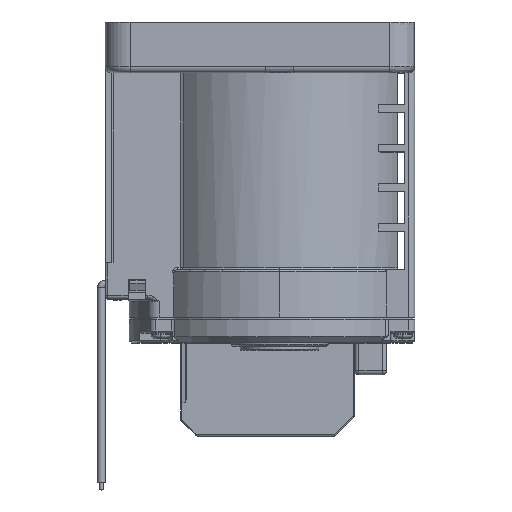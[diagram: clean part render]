
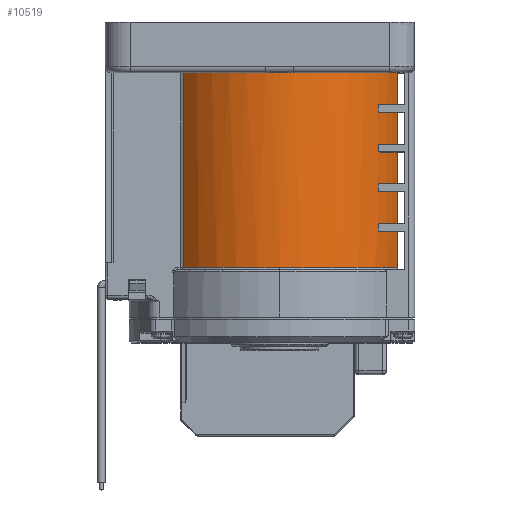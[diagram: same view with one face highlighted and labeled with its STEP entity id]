
A CAD part, top view. The second image highlights one B-rep face of the part: STEP entity #10519.
In plain terms, the highlighted cylindrical face has radius 32 mm (diameter 64 mm), a partial arc.
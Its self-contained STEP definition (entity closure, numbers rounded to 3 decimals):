
#1585=CARTESIAN_POINT('',(0.,54.35,0.));
#1586=DIRECTION('',(0.,1.,0.));
#1587=DIRECTION('',(-0.761,0.,0.648));
#1588=AXIS2_PLACEMENT_3D('',#1585,#1586,#1587);
#4539=DIRECTION('',(0.,-1.,0.));
#4540=VECTOR('',#4539,49.2);
#4541=CARTESIAN_POINT('',(-24.359,54.35,20.752));
#4542=LINE('',#4541,#4540);
#4543=CARTESIAN_POINT('',(0.,54.35,0.));
#4544=DIRECTION('',(0.,-1.,0.));
#4545=DIRECTION('',(0.,0.,1.));
#4546=AXIS2_PLACEMENT_3D('',#4543,#4544,#4545);
#4548=CARTESIAN_POINT('',(0.,54.35,0.));
#4549=DIRECTION('',(0.,-1.,0.));
#4550=DIRECTION('',(0.112,0.,0.994));
#4551=AXIS2_PLACEMENT_3D('',#4548,#4549,#4550);
#4553=DIRECTION('',(0.,-1.,0.));
#4554=VECTOR('',#4553,8.);
#4555=CARTESIAN_POINT('',(29.673,54.35,11.98));
#4556=LINE('',#4555,#4554);
#4557=DIRECTION('',(0.,1.,0.));
#4558=VECTOR('',#4557,2.);
#4559=CARTESIAN_POINT('',(24.94,44.35,20.05));
#4560=LINE('',#4559,#4558);
#4561=DIRECTION('',(0.,-1.,0.));
#4562=VECTOR('',#4561,8.);
#4563=CARTESIAN_POINT('',(29.673,44.35,11.98));
#4564=LINE('',#4563,#4562);
#4565=DIRECTION('',(0.,1.,0.));
#4566=VECTOR('',#4565,2.);
#4567=CARTESIAN_POINT('',(24.94,34.35,20.05));
#4568=LINE('',#4567,#4566);
#4569=DIRECTION('',(0.,-1.,0.));
#4570=VECTOR('',#4569,8.);
#4571=CARTESIAN_POINT('',(29.673,34.35,11.98));
#4572=LINE('',#4571,#4570);
#4573=DIRECTION('',(0.,1.,0.));
#4574=VECTOR('',#4573,2.);
#4575=CARTESIAN_POINT('',(24.94,24.35,20.05));
#4576=LINE('',#4575,#4574);
#4577=DIRECTION('',(0.,-1.,0.));
#4578=VECTOR('',#4577,8.);
#4579=CARTESIAN_POINT('',(29.673,24.35,11.98));
#4580=LINE('',#4579,#4578);
#4581=DIRECTION('',(0.,1.,0.));
#4582=VECTOR('',#4581,2.);
#4583=CARTESIAN_POINT('',(24.94,14.35,20.05));
#4584=LINE('',#4583,#4582);
#4585=DIRECTION('',(0.,-1.,0.));
#4586=VECTOR('',#4585,9.2);
#4587=CARTESIAN_POINT('',(29.673,14.35,11.98));
#4588=LINE('',#4587,#4586);
#4594=CARTESIAN_POINT('',(0.,5.15,
0.));
#4595=DIRECTION('',(0.,1.,0.));
#4596=DIRECTION('',(-0.761,0.,0.648));
#4597=AXIS2_PLACEMENT_3D('',#4594,#4595,#4596);
#4729=CARTESIAN_POINT('',(29.673,14.35,11.98));
#4731=CARTESIAN_POINT('',(0.,14.35,0.));
#4732=DIRECTION('',(0.,1.,0.));
#4733=DIRECTION('',(0.779,0.,0.627));
#4734=AXIS2_PLACEMENT_3D('',#4731,#4732,#4733);
#4821=CARTESIAN_POINT('',(0.,5.15,
0.));
#4822=DIRECTION('',(0.,1.,0.));
#4823=DIRECTION('',(0.,0.,1.));
#4824=AXIS2_PLACEMENT_3D('',#4821,#4822,#4823);
#4846=CARTESIAN_POINT('',(0.,54.35,0.));
#4847=DIRECTION('',(0.,1.,0.));
#4848=DIRECTION('',(0.112,0.,0.994));
#4849=AXIS2_PLACEMENT_3D('',#4846,#4847,#4848);
#4944=CARTESIAN_POINT('',(0.,46.35,0.));
#4945=DIRECTION('',(0.,1.,0.));
#4946=DIRECTION('',(0.779,0.,0.627));
#4947=AXIS2_PLACEMENT_3D('',#4944,#4945,#4946);
#4997=CARTESIAN_POINT('',(29.673,44.35,11.98));
#4999=CARTESIAN_POINT('',(0.,44.35,0.));
#5000=DIRECTION('',(0.,1.,0.));
#5001=DIRECTION('',(0.779,0.,0.627));
#5002=AXIS2_PLACEMENT_3D('',#4999,#5000,#5001);
#5016=CARTESIAN_POINT('',(0.,36.35,0.));
#5017=DIRECTION('',(0.,1.,0.));
#5018=DIRECTION('',(0.779,0.,0.627));
#5019=AXIS2_PLACEMENT_3D('',#5016,#5017,#5018);
#5021=CARTESIAN_POINT('',(29.673,36.35,11.98));
#5043=CARTESIAN_POINT('',(29.673,34.35,11.98));
#5045=CARTESIAN_POINT('',(0.,34.35,0.));
#5046=DIRECTION('',(0.,1.,0.));
#5047=DIRECTION('',(0.779,0.,0.627));
#5048=AXIS2_PLACEMENT_3D('',#5045,#5046,#5047);
#5062=CARTESIAN_POINT('',(0.,26.35,0.));
#5063=DIRECTION('',(0.,1.,0.));
#5064=DIRECTION('',(0.779,0.,0.627));
#5065=AXIS2_PLACEMENT_3D('',#5062,#5063,#5064);
#5067=CARTESIAN_POINT('',(29.673,26.35,11.98));
#5089=CARTESIAN_POINT('',(29.673,24.35,11.98));
#5091=CARTESIAN_POINT('',(0.,24.35,0.));
#5092=DIRECTION('',(0.,1.,0.));
#5093=DIRECTION('',(0.779,0.,0.627));
#5094=AXIS2_PLACEMENT_3D('',#5091,#5092,#5093);
#5108=CARTESIAN_POINT('',(0.,16.35,0.));
#5109=DIRECTION('',(0.,1.,0.));
#5110=DIRECTION('',(0.779,0.,0.627));
#5111=AXIS2_PLACEMENT_3D('',#5108,#5109,#5110);
#5113=CARTESIAN_POINT('',(29.673,16.35,11.98));
#5465=CARTESIAN_POINT('',(29.673,5.15,11.98));
#5467=VERTEX_POINT('',#5465);
#5512=VERTEX_POINT('',#4997);
#5516=VERTEX_POINT('',#5021);
#5517=VERTEX_POINT('',#5043);
#5521=VERTEX_POINT('',#5067);
#5522=VERTEX_POINT('',#5089);
#5526=VERTEX_POINT('',#5113);
#5667=VERTEX_POINT('',#4729);
#5855=CARTESIAN_POINT('',(29.673,46.35,11.98));
#5856=CARTESIAN_POINT('',(29.673,54.35,11.98));
#5857=VERTEX_POINT('',#5855);
#5858=VERTEX_POINT('',#5856);
#5953=CARTESIAN_POINT('',(0.,5.15,
32.));
#5954=VERTEX_POINT('',#5953);
#6018=CARTESIAN_POINT('',(24.94,44.35,20.05));
#6019=VERTEX_POINT('',#6018);
#6024=CARTESIAN_POINT('',(24.94,36.35,20.05));
#6025=VERTEX_POINT('',#6024);
#6026=CARTESIAN_POINT('',(24.94,34.35,20.05));
#6027=VERTEX_POINT('',#6026);
#6032=CARTESIAN_POINT('',(24.94,26.35,20.05));
#6033=VERTEX_POINT('',#6032);
#6034=CARTESIAN_POINT('',(24.94,24.35,20.05));
#6035=VERTEX_POINT('',#6034);
#6040=CARTESIAN_POINT('',(24.94,16.35,20.05));
#6041=VERTEX_POINT('',#6040);
#6260=CARTESIAN_POINT('',(24.94,14.35,20.05));
#6261=VERTEX_POINT('',#6260);
#6442=CARTESIAN_POINT('',(3.572,54.35,31.8));
#6443=VERTEX_POINT('',#6442);
#6444=CARTESIAN_POINT('',(0.,54.35,32.));
#6445=CARTESIAN_POINT('',(-3.572,54.35,31.8));
#6446=VERTEX_POINT('',#6444);
#6447=VERTEX_POINT('',#6445);
#6464=CARTESIAN_POINT('',(-24.359,54.35,20.752));
#6465=VERTEX_POINT('',#6464);
#6466=CARTESIAN_POINT('',(-24.359,5.15,20.752));
#6467=VERTEX_POINT('',#6466);
#6468=CARTESIAN_POINT('',(24.94,46.35,20.05));
#6469=VERTEX_POINT('',#6468);
#10471=CARTESIAN_POINT('',(0.,54.35,0.));
#10472=DIRECTION('',(0.,-1.,0.));
#10473=DIRECTION('',(0.,0.,-1.));
#10474=AXIS2_PLACEMENT_3D('',#10471,#10472,#10473);
#10475=CYLINDRICAL_SURFACE('',#10474,32.);
#10477=ORIENTED_EDGE('',*,*,#10476,.F.);
#10479=ORIENTED_EDGE('',*,*,#10478,.F.);
#10480=ORIENTED_EDGE('',*,*,#6934,.T.);
#10481=ORIENTED_EDGE('',*,*,#10460,.F.);
#10482=ORIENTED_EDGE('',*,*,#10466,.F.);
#10484=ORIENTED_EDGE('',*,*,#10483,.T.);
#10486=ORIENTED_EDGE('',*,*,#10485,.T.);
#10488=ORIENTED_EDGE('',*,*,#10487,.F.);
#10489=ORIENTED_EDGE('',*,*,#6807,.F.);
#10491=ORIENTED_EDGE('',*,*,#10490,.T.);
#10493=ORIENTED_EDGE('',*,*,#10492,.T.);
#10495=ORIENTED_EDGE('',*,*,#10494,.F.);
#10496=ORIENTED_EDGE('',*,*,#6799,.F.);
#10498=ORIENTED_EDGE('',*,*,#10497,.T.);
#10500=ORIENTED_EDGE('',*,*,#10499,.T.);
#10502=ORIENTED_EDGE('',*,*,#10501,.F.);
#10503=ORIENTED_EDGE('',*,*,#6791,.F.);
#10505=ORIENTED_EDGE('',*,*,#10504,.T.);
#10507=ORIENTED_EDGE('',*,*,#10506,.T.);
#10509=ORIENTED_EDGE('',*,*,#10508,.F.);
#10510=ORIENTED_EDGE('',*,*,#6783,.F.);
#10512=ORIENTED_EDGE('',*,*,#10511,.T.);
#10514=ORIENTED_EDGE('',*,*,#10513,.T.);
#10516=ORIENTED_EDGE('',*,*,#10515,.F.);
#10517=EDGE_LOOP('',(#10477,#10479,#10480,#10481,#10482,#10484,#10486,#10488,
#10489,#10491,#10493,#10495,#10496,#10498,#10500,#10502,#10503,#10505,#10507,
#10509,#10510,#10512,#10514,#10516));
#10518=FACE_OUTER_BOUND('',#10517,.F.);
#10519=ADVANCED_FACE('',(#10518),#10475,.T.);
#1589=CIRCLE('',#1588,32.);
#4547=CIRCLE('',#4546,32.);
#4552=CIRCLE('',#4551,32.);
#4598=CIRCLE('',#4597,32.);
#4735=CIRCLE('',#4734,32.);
#4825=CIRCLE('',#4824,32.);
#4850=CIRCLE('',#4849,32.);
#4948=CIRCLE('',#4947,32.);
#5003=CIRCLE('',#5002,32.);
#5020=CIRCLE('',#5019,32.);
#5049=CIRCLE('',#5048,32.);
#5066=CIRCLE('',#5065,32.);
#5095=CIRCLE('',#5094,32.);
#5112=CIRCLE('',#5111,32.);
#6783=EDGE_CURVE('',#6261,#6041,#4584,.T.);
#6791=EDGE_CURVE('',#6035,#6033,#4576,.T.);
#6799=EDGE_CURVE('',#6027,#6025,#4568,.T.);
#6807=EDGE_CURVE('',#6019,#6469,#4560,.T.);
#6934=EDGE_CURVE('',#6465,#6447,#1589,.T.);
#10460=EDGE_CURVE('',#6446,#6447,#4547,.T.);
#10466=EDGE_CURVE('',#6443,#6446,#4552,.T.);
#10476=EDGE_CURVE('',#6467,#5954,#4598,.T.);
#10478=EDGE_CURVE('',#6465,#6467,#4542,.T.);
#10483=EDGE_CURVE('',#6443,#5858,#4850,.T.);
#10485=EDGE_CURVE('',#5858,#5857,#4556,.T.);
#10487=EDGE_CURVE('',#6469,#5857,#4948,.T.);
#10490=EDGE_CURVE('',#6019,#5512,#5003,.T.);
#10492=EDGE_CURVE('',#5512,#5516,#4564,.T.);
#10494=EDGE_CURVE('',#6025,#5516,#5020,.T.);
#10497=EDGE_CURVE('',#6027,#5517,#5049,.T.);
#10499=EDGE_CURVE('',#5517,#5521,#4572,.T.);
#10501=EDGE_CURVE('',#6033,#5521,#5066,.T.);
#10504=EDGE_CURVE('',#6035,#5522,#5095,.T.);
#10506=EDGE_CURVE('',#5522,#5526,#4580,.T.);
#10508=EDGE_CURVE('',#6041,#5526,#5112,.T.);
#10511=EDGE_CURVE('',#6261,#5667,#4735,.T.);
#10513=EDGE_CURVE('',#5667,#5467,#4588,.T.);
#10515=EDGE_CURVE('',#5954,#5467,#4825,.T.);
